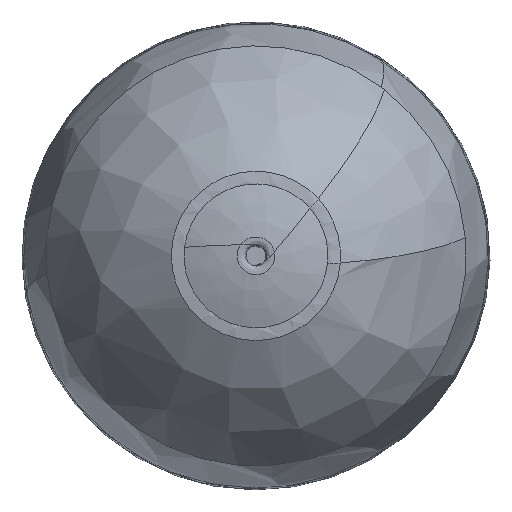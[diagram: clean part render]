
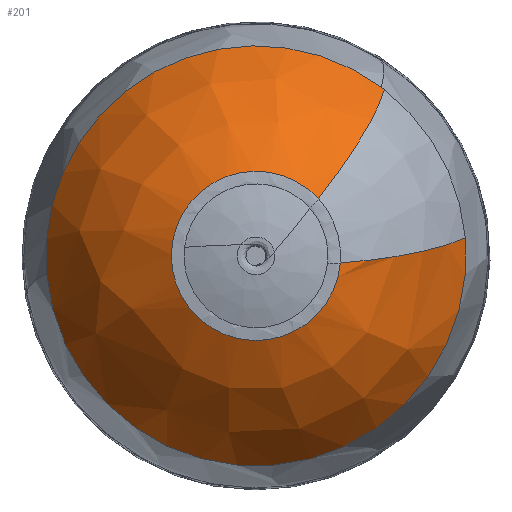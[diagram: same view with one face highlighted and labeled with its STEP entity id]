
A CAD part, left-side view. The second image highlights one B-rep face of the part: STEP entity #201.
In plain terms, the highlighted free-form (B-spline) face has degree [3, 3] with [4, 7] control points.
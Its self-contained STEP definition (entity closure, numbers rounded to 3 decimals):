
#74=(
BOUNDED_SURFACE()
B_SPLINE_SURFACE(3,3,((#1538,#1539,#1540,#1541,#1542,#1543,#1544),(#1545,
#1546,#1547,#1548,#1549,#1550,#1551),(#1552,#1553,#1554,#1555,#1556,#1557,
#1558),(#1559,#1560,#1561,#1562,#1563,#1564,#1565)),.UNSPECIFIED.,.F.,.F.,
 .F.)
B_SPLINE_SURFACE_WITH_KNOTS((4,4),(4,3,4),(0.,1.),(0.,0.5,1.),
 .UNSPECIFIED.)
GEOMETRIC_REPRESENTATION_ITEM()
RATIONAL_B_SPLINE_SURFACE(((1.,0.47,0.47,1.,0.47,
0.47,1.),(0.88,0.413,0.413,
0.88,0.413,0.413,0.88),
(0.88,0.413,0.413,0.88,
0.413,0.413,0.88),(1.,0.47,
0.47,1.,0.47,0.47,1.)))
REPRESENTATION_ITEM('')
SURFACE()
);
#98=ELLIPSE('',#754,12.518,12.509);
#99=ELLIPSE('',#756,12.518,12.509);
#201=ADVANCED_FACE('',(#238),#74,.F.);
#238=FACE_OUTER_BOUND('',#302,.T.);
#302=EDGE_LOOP('',(#412,#413,#414,#415,#416,#417));
#412=ORIENTED_EDGE('',*,*,#604,.T.);
#413=ORIENTED_EDGE('',*,*,#605,.T.);
#414=ORIENTED_EDGE('',*,*,#598,.T.);
#415=ORIENTED_EDGE('',*,*,#606,.T.);
#416=ORIENTED_EDGE('',*,*,#600,.T.);
#417=ORIENTED_EDGE('',*,*,#607,.T.);
#530=VERTEX_POINT('',#1425);
#531=VERTEX_POINT('',#1426);
#532=VERTEX_POINT('',#1428);
#533=VERTEX_POINT('',#1430);
#534=VERTEX_POINT('',#1533);
#535=VERTEX_POINT('',#1534);
#598=EDGE_CURVE('',#530,#531,#98,.T.);
#600=EDGE_CURVE('',#533,#532,#99,.T.);
#604=EDGE_CURVE('',#534,#535,#676,.T.);
#605=EDGE_CURVE('',#535,#530,#677,.T.);
#606=EDGE_CURVE('',#531,#533,#678,.T.);
#607=EDGE_CURVE('',#532,#534,#679,.T.);
#676=CIRCLE('',#758,11.307);
#677=CIRCLE('',#759,11.307);
#678=CIRCLE('',#760,4.555);
#679=CIRCLE('',#761,11.307);
#754=AXIS2_PLACEMENT_3D('',#1424,#904,#905);
#756=AXIS2_PLACEMENT_3D('',#1429,#908,#909);
#758=AXIS2_PLACEMENT_3D('',#1532,#912,#913);
#759=AXIS2_PLACEMENT_3D('',#1535,#914,#915);
#760=AXIS2_PLACEMENT_3D('',#1536,#916,#917);
#761=AXIS2_PLACEMENT_3D('',#1537,#918,#919);
#904=DIRECTION('',(0.211,0.008,-0.978));
#905=DIRECTION('',(0.958,0.196,0.208));
#908=DIRECTION('',(-0.211,0.714,0.668));
#909=DIRECTION('',(0.958,0.286,-0.003));
#912=DIRECTION('',(-1.,0.,0.));
#913=DIRECTION('',(0.,0.,-1.));
#914=DIRECTION('',(-1.,0.,0.));
#915=DIRECTION('',(0.,0.,-1.));
#916=DIRECTION('',(1.,0.,0.));
#917=DIRECTION('',(0.,-0.996,-0.084));
#918=DIRECTION('',(-1.,0.,0.));
#919=DIRECTION('',(0.,0.,-1.));
#1424=CARTESIAN_POINT('',(11.973,0.267,2.086));
#1425=CARTESIAN_POINT('',(7.247,-11.264,0.979));
#1426=CARTESIAN_POINT('',(0.682,-4.539,-0.384));
#1428=CARTESIAN_POINT('',(7.247,-6.916,8.945));
#1429=CARTESIAN_POINT('',(11.973,1.715,1.217));
#1430=CARTESIAN_POINT('',(0.682,-3.359,3.077));
#1532=CARTESIAN_POINT('',(7.247,0.,0.));
#1533=CARTESIAN_POINT('',(7.247,-6.745,9.074));
#1534=CARTESIAN_POINT('',(7.247,11.267,-0.948));
#1535=CARTESIAN_POINT('',(7.247,0.,0.));
#1536=CARTESIAN_POINT('',(0.682,0.,0.));
#1537=CARTESIAN_POINT('',(7.247,0.,0.));
#1538=CARTESIAN_POINT('',(0.682,-4.539,-0.384));
#1539=CARTESIAN_POINT('',(0.682,-4.006,-6.685));
#1540=CARTESIAN_POINT('',(0.682,2.27,-7.455));
#1541=CARTESIAN_POINT('',(0.682,4.311,-1.47));
#1542=CARTESIAN_POINT('',(0.682,6.352,4.515));
#1543=CARTESIAN_POINT('',(0.682,0.913,7.739));
#1544=CARTESIAN_POINT('',(0.682,-3.359,3.077));
#1545=CARTESIAN_POINT('',(2.731,-9.555,0.019));
#1546=CARTESIAN_POINT('',(2.731,-9.582,-13.246));
#1547=CARTESIAN_POINT('',(2.731,3.396,-15.991));
#1548=CARTESIAN_POINT('',(2.731,8.744,-3.852));
#1549=CARTESIAN_POINT('',(2.731,14.092,8.286));
#1550=CARTESIAN_POINT('',(2.731,3.308,16.01));
#1551=CARTESIAN_POINT('',(2.731,-6.463,7.038));
#1552=CARTESIAN_POINT('',(7.221,-12.47,0.964));
#1553=CARTESIAN_POINT('',(7.221,-13.808,-16.347));
#1554=CARTESIAN_POINT('',(7.221,2.861,-21.206));
#1555=CARTESIAN_POINT('',(7.221,11.034,-5.888));
#1556=CARTESIAN_POINT('',(7.221,19.208,9.43));
#1557=CARTESIAN_POINT('',(7.221,5.891,20.571));
#1558=CARTESIAN_POINT('',(7.221,-7.743,9.821));
#1559=CARTESIAN_POINT('',(12.53,-12.229,2.11));
#1560=CARTESIAN_POINT('',(12.53,-15.158,-14.868));
#1561=CARTESIAN_POINT('',(12.53,0.858,-21.215));
#1562=CARTESIAN_POINT('',(12.53,10.354,-6.841));
#1563=CARTESIAN_POINT('',(12.53,19.851,7.534));
#1564=CARTESIAN_POINT('',(12.53,7.729,19.776));
#1565=CARTESIAN_POINT('',(12.53,-6.738,10.421));
